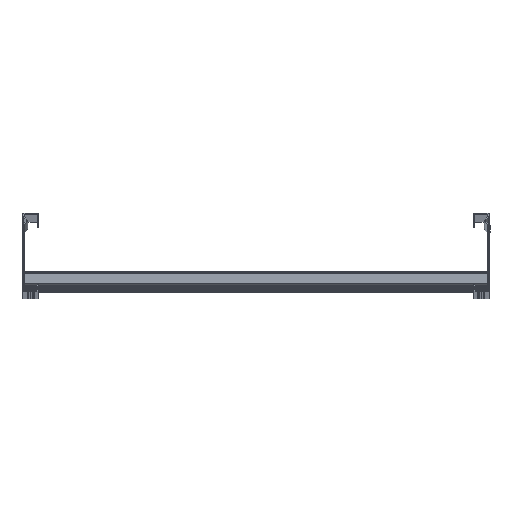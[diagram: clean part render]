
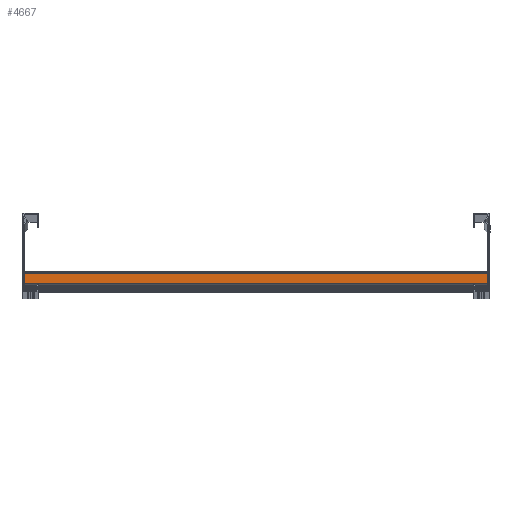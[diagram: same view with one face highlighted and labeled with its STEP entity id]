
A CAD part, top view. The second image highlights one B-rep face of the part: STEP entity #4667.
In plain terms, the highlighted face is planar.
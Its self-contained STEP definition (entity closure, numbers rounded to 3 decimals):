
#2478 = DIRECTION ( 'NONE',  ( 0., -1., 0. ) ) ;
#4667 = ADVANCED_FACE ( 'NONE', ( #20354 ), #29389, .T. ) ;
#5021 = CARTESIAN_POINT ( 'NONE',  ( 18., 2.5, 298.5 ) ) ;
#5576 = VECTOR ( 'NONE', #12618, 1000. ) ;
#6368 = VERTEX_POINT ( 'NONE', #5021 ) ;
#8196 = VECTOR ( 'NONE', #19925, 1000. ) ;
#8434 = VERTEX_POINT ( 'NONE', #21357 ) ;
#9751 = CARTESIAN_POINT ( 'NONE',  ( 18., 2.5, 298.5 ) ) ;
#9774 = DIRECTION ( 'NONE',  ( 0., 0., -1. ) ) ;
#11930 = DIRECTION ( 'NONE',  ( 0., -1., 0. ) ) ;
#12152 = CARTESIAN_POINT ( 'NONE',  ( 18., 18., 298.5 ) ) ;
#12618 = DIRECTION ( 'NONE',  ( 0., 0., -1. ) ) ;
#12680 = EDGE_LOOP ( 'NONE', ( #13976, #24445, #18742, #18084 ) ) ;
#12896 = DIRECTION ( 'NONE',  ( 1., 0., 0. ) ) ;
#13330 = LINE ( 'NONE', #17512, #8196 ) ;
#13394 = LINE ( 'NONE', #12152, #19837 ) ;
#13976 = ORIENTED_EDGE ( 'NONE', *, *, #27425, .F. ) ;
#15819 = VECTOR ( 'NONE', #2478, 1000. ) ;
#17512 = CARTESIAN_POINT ( 'NONE',  ( 18., 15.5, 298.5 ) ) ;
#17967 = AXIS2_PLACEMENT_3D ( 'NONE', #29267, #12896, #9774 ) ;
#18084 = ORIENTED_EDGE ( 'NONE', *, *, #20170, .T. ) ;
#18742 = ORIENTED_EDGE ( 'NONE', *, *, #19170, .T. ) ;
#18955 = CARTESIAN_POINT ( 'NONE',  ( 18., 18., -298.5 ) ) ;
#19170 = EDGE_CURVE ( 'NONE', #28715, #6368, #13394, .T. ) ;
#19837 = VECTOR ( 'NONE', #11930, 1000. ) ;
#19925 = DIRECTION ( 'NONE',  ( 0., 0., -1. ) ) ;
#20170 = EDGE_CURVE ( 'NONE', #6368, #8434, #21054, .T. ) ;
#20354 = FACE_OUTER_BOUND ( 'NONE', #12680, .T. ) ;
#21054 = LINE ( 'NONE', #9751, #5576 ) ;
#21357 = CARTESIAN_POINT ( 'NONE',  ( 18., 2.5, -298.5 ) ) ;
#21418 = LINE ( 'NONE', #18955, #15819 ) ;
#24445 = ORIENTED_EDGE ( 'NONE', *, *, #31089, .F. ) ;
#27425 = EDGE_CURVE ( 'NONE', #32070, #8434, #21418, .T. ) ;
#28715 = VERTEX_POINT ( 'NONE', #30305 ) ;
#29267 = CARTESIAN_POINT ( 'NONE',  ( 18., 18., 298.5 ) ) ;
#29389 = PLANE ( 'NONE',  #17967 ) ;
#30305 = CARTESIAN_POINT ( 'NONE',  ( 18., 15.5, 298.5 ) ) ;
#30481 = CARTESIAN_POINT ( 'NONE',  ( 18., 15.5, -298.5 ) ) ;
#31089 = EDGE_CURVE ( 'NONE', #28715, #32070, #13330, .T. ) ;
#32070 = VERTEX_POINT ( 'NONE', #30481 ) ;
